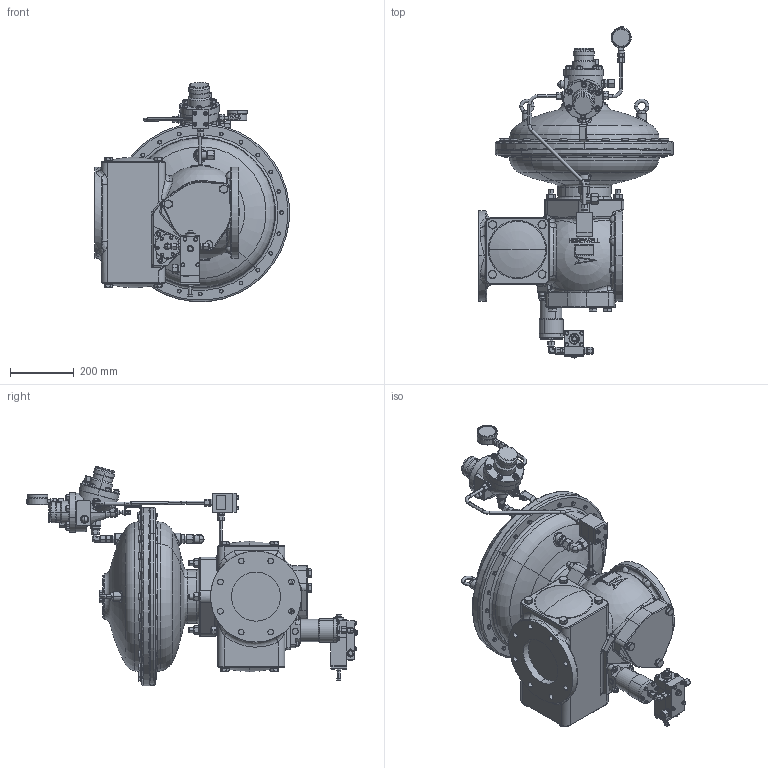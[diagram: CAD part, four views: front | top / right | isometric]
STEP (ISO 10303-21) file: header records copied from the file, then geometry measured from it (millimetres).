
FILE_DESCRIPTION (( 'STEP AP214' ), '1' );
FILE_NAME ('HON372_DN150_DN150_class150_610_670_R_RE3;K16;K17.STEP', '2021-10-07T10:54:35', ( '' ), ( '' ), 'SwSTEP 2.0', 'SolidWorks 2019', '' );
FILE_SCHEMA (( 'AUTOMOTIVE_DESIGN' ));
Length unit declared in the file: millimetre
Products named in the file (1): HON372_DN150_DN150_class150_610_670_R_RE3;K16;K17
Bounding box: 610 x 1040.21 x 687.1 mm (x, y, z)
Volume: 74190843.3 mm3; surface area: 1869311.4 mm2
Topology: 1 solids, 1 shells, 4156 faces, 9597 edges, 5773 vertices
Faces by surface type: plane 1770, cone 1101, cylinder 844, torus 236, bspline 148, sphere 57
Entity records: 143992 total; most frequent: CARTESIAN_POINT 47438, ORIENTED_EDGE 19128, DIRECTION 18967, EDGE_CURVE 9564, AXIS2_PLACEMENT_3D 7920, VERTEX_POINT 5761, EDGE_LOOP 4543, ADVANCED_FACE 4156
